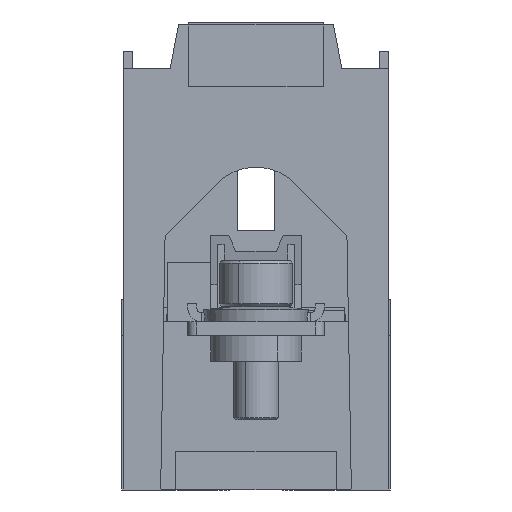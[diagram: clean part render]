
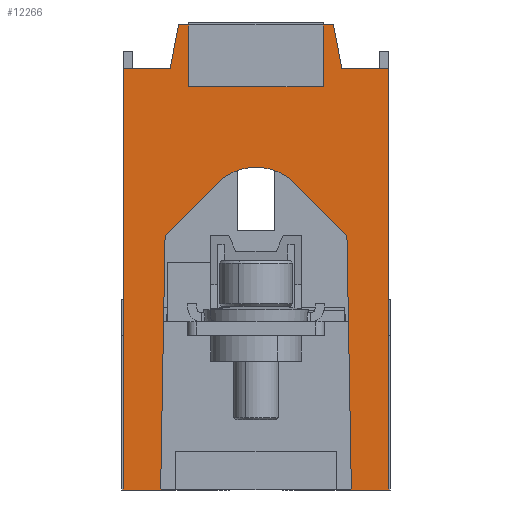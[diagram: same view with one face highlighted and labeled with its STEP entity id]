
A CAD part, front view. The second image highlights one B-rep face of the part: STEP entity #12266.
In plain terms, the highlighted planar face has unit normal (0, -1, 0).
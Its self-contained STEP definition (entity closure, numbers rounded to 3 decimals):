
#11741=AXIS2_PLACEMENT_3D('Circle Axis2P3D',#11739,#11740,$) ;
#12221=AXIS2_PLACEMENT_3D('Plane Axis2P3D',#12218,#12219,#12220) ;
#11453=CARTESIAN_POINT('Vertex',(-17.,-83.,68.5)) ;
#11469=CARTESIAN_POINT('Vertex',(-18.905,-83.,58.7)) ;
#11472=CARTESIAN_POINT('Line Origine',(-17.952,-83.,63.6)) ;
#11536=CARTESIAN_POINT('Vertex',(17.,-83.,68.5)) ;
#11539=CARTESIAN_POINT('Line Origine',(17.952,-83.,63.6)) ;
#11543=CARTESIAN_POINT('Vertex',(18.905,-83.,58.7)) ;
#11706=CARTESIAN_POINT('Line Origine',(0.,-83.,68.5)) ;
#11736=CARTESIAN_POINT('Vertex',(8.485,-83.,33.485)) ;
#11739=CARTESIAN_POINT('Axis2P3D Location',(0.,-83.,25.)) ;
#11743=CARTESIAN_POINT('Vertex',(-8.485,-83.,33.485)) ;
#11967=CARTESIAN_POINT('Vertex',(-20.977,-83.,-34.)) ;
#11972=CARTESIAN_POINT('Line Origine',(-25.113,-83.,-34.)) ;
#11976=CARTESIAN_POINT('Vertex',(-29.25,-83.,-34.)) ;
#12009=CARTESIAN_POINT('Vertex',(20.977,-83.,-34.)) ;
#12030=CARTESIAN_POINT('Vertex',(29.25,-83.,-34.)) ;
#12033=CARTESIAN_POINT('Line Origine',(25.113,-83.,-34.)) ;
#12056=CARTESIAN_POINT('Vertex',(-20.,-83.,21.971)) ;
#12061=CARTESIAN_POINT('Line Origine',(-20.488,-83.,-6.015)) ;
#12083=CARTESIAN_POINT('Line Origine',(20.488,-83.,-6.015)) ;
#12087=CARTESIAN_POINT('Vertex',(20.,-83.,21.971)) ;
#12199=CARTESIAN_POINT('Vertex',(29.25,-83.,58.7)) ;
#12202=CARTESIAN_POINT('Line Origine',(29.25,-83.,12.35)) ;
#12218=CARTESIAN_POINT('Axis2P3D Location',(29.25,-83.,0.)) ;
#12223=CARTESIAN_POINT('Line Origine',(-14.243,-83.,27.728)) ;
#12228=CARTESIAN_POINT('Line Origine',(14.243,-83.,27.728)) ;
#12233=CARTESIAN_POINT('Line Origine',(24.077,-83.,58.7)) ;
#12238=CARTESIAN_POINT('Line Origine',(-24.077,-83.,58.7)) ;
#12242=CARTESIAN_POINT('Vertex',(-29.25,-83.,58.7)) ;
#12245=CARTESIAN_POINT('Line Origine',(-29.25,-83.,12.35)) ;
#11473=DIRECTION('Vector Direction',(-0.191,0.,-0.982)) ;
#11540=DIRECTION('Vector Direction',(0.191,0.,-0.982)) ;
#11707=DIRECTION('Vector Direction',(-1.,0.,0.)) ;
#11740=DIRECTION('Axis2P3D Direction',(0.,1.,-0.)) ;
#11973=DIRECTION('Vector Direction',(-1.,0.,0.)) ;
#12034=DIRECTION('Vector Direction',(-1.,0.,0.)) ;
#12062=DIRECTION('Vector Direction',(-0.017,0.,-1.)) ;
#12084=DIRECTION('Vector Direction',(-0.017,0.,1.)) ;
#12203=DIRECTION('Vector Direction',(0.,0.,-1.)) ;
#12219=DIRECTION('Axis2P3D Direction',(0.,1.,-0.)) ;
#12220=DIRECTION('Axis2P3D XDirection',(-1.,0.,0.)) ;
#12224=DIRECTION('Vector Direction',(-0.707,0.,-0.707)) ;
#12229=DIRECTION('Vector Direction',(-0.707,0.,0.707)) ;
#12234=DIRECTION('Vector Direction',(-1.,0.,0.)) ;
#12239=DIRECTION('Vector Direction',(-1.,0.,0.)) ;
#12246=DIRECTION('Vector Direction',(0.,0.,-1.)) ;
#11474=VECTOR('Line Direction',#11473,1.) ;
#11541=VECTOR('Line Direction',#11540,1.) ;
#11708=VECTOR('Line Direction',#11707,1.) ;
#11974=VECTOR('Line Direction',#11973,1.) ;
#12035=VECTOR('Line Direction',#12034,1.) ;
#12063=VECTOR('Line Direction',#12062,1.) ;
#12085=VECTOR('Line Direction',#12084,1.) ;
#12204=VECTOR('Line Direction',#12203,1.) ;
#12225=VECTOR('Line Direction',#12224,1.) ;
#12230=VECTOR('Line Direction',#12229,1.) ;
#12235=VECTOR('Line Direction',#12234,1.) ;
#12240=VECTOR('Line Direction',#12239,1.) ;
#12247=VECTOR('Line Direction',#12246,1.) ;
#12251=ORIENTED_EDGE('',*,*,#12065,.T.) ;
#12252=ORIENTED_EDGE('',*,*,#12227,.T.) ;
#12253=ORIENTED_EDGE('',*,*,#11745,.T.) ;
#12254=ORIENTED_EDGE('',*,*,#12232,.T.) ;
#12255=ORIENTED_EDGE('',*,*,#12089,.T.) ;
#12256=ORIENTED_EDGE('',*,*,#12037,.T.) ;
#12257=ORIENTED_EDGE('',*,*,#12206,.F.) ;
#12258=ORIENTED_EDGE('',*,*,#12237,.T.) ;
#12259=ORIENTED_EDGE('',*,*,#11545,.T.) ;
#12260=ORIENTED_EDGE('',*,*,#11710,.T.) ;
#12261=ORIENTED_EDGE('',*,*,#11476,.T.) ;
#12262=ORIENTED_EDGE('',*,*,#12244,.T.) ;
#12263=ORIENTED_EDGE('',*,*,#12249,.T.) ;
#12264=ORIENTED_EDGE('',*,*,#11978,.T.) ;
#12266=ADVANCED_FACE('Hauptkoerper nicht benutzen',(#12265),#12222,.F.) ;
#11742=CIRCLE('generated circle',#11741,12.) ;
#11476=EDGE_CURVE('',#11454,#11470,#11475,.T.) ;
#11545=EDGE_CURVE('',#11544,#11537,#11542,.F.) ;
#11710=EDGE_CURVE('',#11537,#11454,#11709,.T.) ;
#11745=EDGE_CURVE('',#11744,#11737,#11742,.T.) ;
#11978=EDGE_CURVE('',#11977,#11968,#11975,.F.) ;
#12037=EDGE_CURVE('',#12010,#12031,#12036,.F.) ;
#12065=EDGE_CURVE('',#11968,#12057,#12064,.F.) ;
#12089=EDGE_CURVE('',#12088,#12010,#12086,.F.) ;
#12206=EDGE_CURVE('',#12200,#12031,#12205,.T.) ;
#12227=EDGE_CURVE('',#12057,#11744,#12226,.F.) ;
#12232=EDGE_CURVE('',#11737,#12088,#12231,.F.) ;
#12237=EDGE_CURVE('',#12200,#11544,#12236,.T.) ;
#12244=EDGE_CURVE('',#11470,#12243,#12241,.T.) ;
#12249=EDGE_CURVE('',#12243,#11977,#12248,.T.) ;
#12250=EDGE_LOOP('',(#12251,#12252,#12253,#12254,#12255,#12256,#12257,#12258,#12259,#12260,#12261,#12262,#12263,#12264)) ;
#12265=FACE_OUTER_BOUND('',#12250,.T.) ;
#11475=LINE('Line',#11472,#11474) ;
#11542=LINE('Line',#11539,#11541) ;
#11709=LINE('Line',#11706,#11708) ;
#11975=LINE('Line',#11972,#11974) ;
#12036=LINE('Line',#12033,#12035) ;
#12064=LINE('Line',#12061,#12063) ;
#12086=LINE('Line',#12083,#12085) ;
#12205=LINE('Line',#12202,#12204) ;
#12226=LINE('Line',#12223,#12225) ;
#12231=LINE('Line',#12228,#12230) ;
#12236=LINE('Line',#12233,#12235) ;
#12241=LINE('Line',#12238,#12240) ;
#12248=LINE('Line',#12245,#12247) ;
#12222=PLANE('Plane',#12221) ;
#11454=VERTEX_POINT('',#11453) ;
#11470=VERTEX_POINT('',#11469) ;
#11537=VERTEX_POINT('',#11536) ;
#11544=VERTEX_POINT('',#11543) ;
#11737=VERTEX_POINT('',#11736) ;
#11744=VERTEX_POINT('',#11743) ;
#11968=VERTEX_POINT('',#11967) ;
#11977=VERTEX_POINT('',#11976) ;
#12010=VERTEX_POINT('',#12009) ;
#12031=VERTEX_POINT('',#12030) ;
#12057=VERTEX_POINT('',#12056) ;
#12088=VERTEX_POINT('',#12087) ;
#12200=VERTEX_POINT('',#12199) ;
#12243=VERTEX_POINT('',#12242) ;
